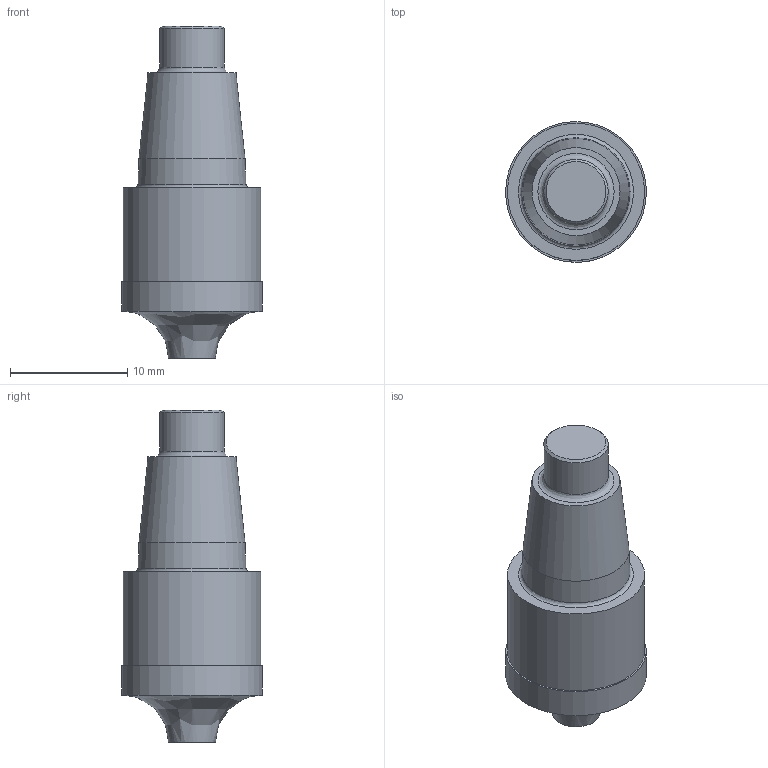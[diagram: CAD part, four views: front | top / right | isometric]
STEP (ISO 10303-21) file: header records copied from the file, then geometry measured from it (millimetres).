
FILE_DESCRIPTION(('STEP'), '1');
FILE_NAME('MOD000000000000000020082348800000.stp', '2018-11-28T15:14:33', (''), (''), 'Express v3.0.0.0', 'Express Tool', 'Unknown');
FILE_SCHEMA(('AUTOMOTIVE_DESIGN'));
Length unit declared in the file: millimetre
Products named in the file (1): 316_12UM400_12040G_SIM
Bounding box: 11.99 x 11.99 x 28.3 mm (x, y, z)
Volume: 1919.7 mm3; surface area: 1166.7 mm2
Topology: 2 solids, 2 shells, 15 faces, 27 edges, 19 vertices
Faces by surface type: bspline 15
Entity records: 751 total; most frequent: CARTESIAN_POINT 429, DIRECTION 50, ORIENTED_EDGE 44, EDGE_CURVE 22, AXIS2_PLACEMENT_3D 20, EDGE_LOOP 17, CIRCLE 17, ADVANCED_FACE 15
